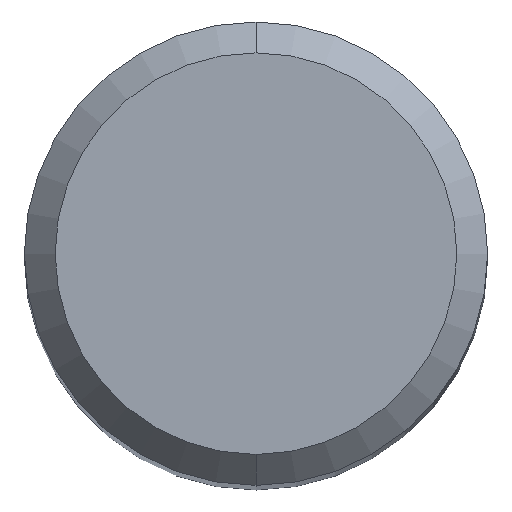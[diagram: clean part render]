
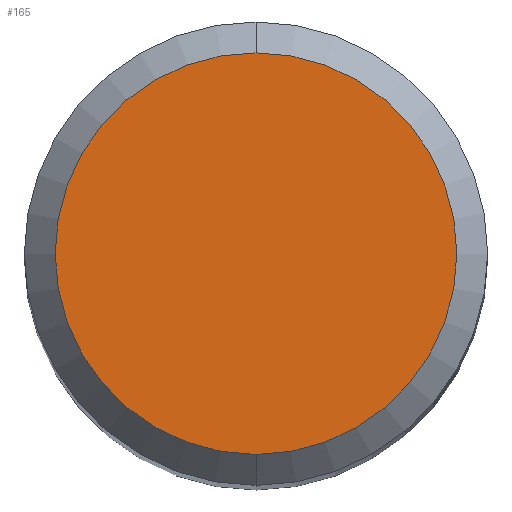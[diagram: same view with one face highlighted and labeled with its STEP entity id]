
A CAD part, top view. The second image highlights one B-rep face of the part: STEP entity #165.
In plain terms, the highlighted planar face has unit normal (0, 0, 1).
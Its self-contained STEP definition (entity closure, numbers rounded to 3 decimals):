
#115=VERTEX_POINT('',#279);
#135=EDGE_CURVE('',#115,#197,#302,.T.);
#165=ADVANCED_FACE('',(#339),#340,.T.);
#197=VERTEX_POINT('',#376);
#207=EDGE_CURVE('',#197,#115,#387,.T.);
#279=CARTESIAN_POINT('',(0.,-2.6,0.0));
#302=CIRCLE('',#483,2.6);
#339=FACE_OUTER_BOUND('',#524,.T.);
#340=PLANE('',#525);
#376=CARTESIAN_POINT('',(0.0,2.6,0.0));
#387=CIRCLE('',#588,2.6);
#483=AXIS2_PLACEMENT_3D('',#697,#698,#699);
#524=EDGE_LOOP('',(#748,#749));
#525=AXIS2_PLACEMENT_3D('',#750,#751,#752);
#588=AXIS2_PLACEMENT_3D('',#816,#817,#818);
#697=CARTESIAN_POINT('',(0.0,0.0,0.0));
#698=DIRECTION('',(0.0,0.0,-1.0));
#699=DIRECTION('',(0.0,1.0,0.0));
#748=ORIENTED_EDGE('',*,*,#207,.F.);
#749=ORIENTED_EDGE('',*,*,#135,.F.);
#750=CARTESIAN_POINT('',(0.0,1.3,0.0));
#751=DIRECTION('',(-0.0,0.0,1.0));
#752=DIRECTION('',(0.0,-1.0,0.0));
#816=CARTESIAN_POINT('',(0.0,0.0,0.0));
#817=DIRECTION('',(0.0,0.0,-1.0));
#818=DIRECTION('',(0.0,1.0,0.0));
